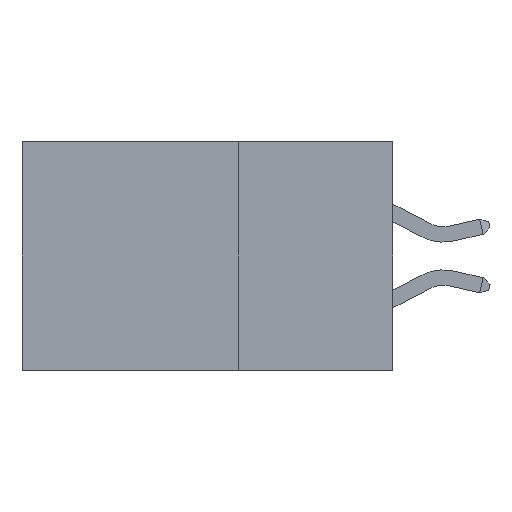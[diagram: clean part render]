
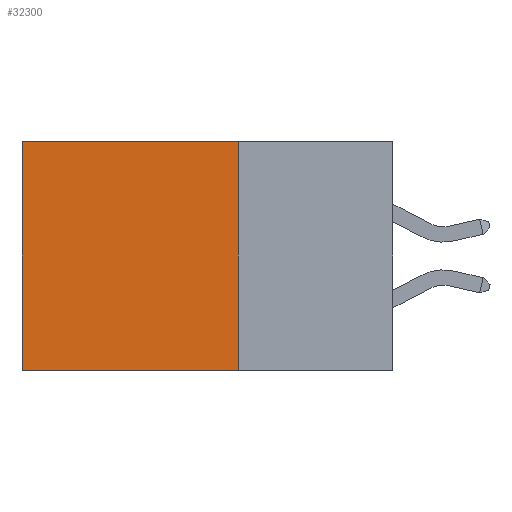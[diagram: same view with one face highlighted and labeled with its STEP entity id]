
A CAD part, left-side view. The second image highlights one B-rep face of the part: STEP entity #32300.
In plain terms, the highlighted planar face has unit normal (-1, 0, 0).
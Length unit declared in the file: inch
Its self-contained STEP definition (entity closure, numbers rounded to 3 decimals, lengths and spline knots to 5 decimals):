
#1120 = EDGE_CURVE ( 'NONE', #18197, #12630, #16599, .T. ) ;
#2158 = CARTESIAN_POINT ( 'NONE',  ( 0.2875, 0.25, -0.37 ) ) ;
#2411 = CARTESIAN_POINT ( 'NONE',  ( 0.2875, 0.25, 0. ) ) ;
#3644 = AXIS2_PLACEMENT_3D ( 'NONE', #3930, #30001, #11321 ) ;
#3930 = CARTESIAN_POINT ( 'NONE',  ( 0.2875, 0.25, 0. ) ) ;
#4430 = DIRECTION ( 'NONE',  ( 0., 1., 0. ) ) ;
#5231 = CARTESIAN_POINT ( 'NONE',  ( 0.2875, 0.6, -0.37 ) ) ;
#5259 = LINE ( 'NONE', #35238, #16008 ) ;
#5309 = CARTESIAN_POINT ( 'NONE',  ( 0.2875, 0.25, 0. ) ) ;
#5364 = ORIENTED_EDGE ( 'NONE', *, *, #1120, .F. ) ;
#5667 = CARTESIAN_POINT ( 'NONE',  ( 0.2875, 0.6, 0. ) ) ;
#5945 = LINE ( 'NONE', #22114, #30565 ) ;
#6471 = EDGE_CURVE ( 'NONE', #12630, #34479, #7600, .T. ) ;
#7514 = FACE_OUTER_BOUND ( 'NONE', #12348, .T. ) ;
#7600 = LINE ( 'NONE', #2158, #14768 ) ;
#9590 = PLANE ( 'NONE',  #3644 ) ;
#11321 = DIRECTION ( 'NONE',  ( 0., 0., -1. ) ) ;
#11557 = DIRECTION ( 'NONE',  ( 0., 0., -1. ) ) ;
#12282 = ORIENTED_EDGE ( 'NONE', *, *, #14510, .T. ) ;
#12348 = EDGE_LOOP ( 'NONE', ( #12282, #18953, #5364, #29728 ) ) ;
#12630 = VERTEX_POINT ( 'NONE', #28644 ) ;
#14510 = EDGE_CURVE ( 'NONE', #25631, #34479, #5259, .T. ) ;
#14757 = EDGE_CURVE ( 'NONE', #18197, #25631, #5945, .T. ) ;
#14768 = VECTOR ( 'NONE', #4430, 39.37008 ) ;
#16008 = VECTOR ( 'NONE', #11557, 39.37008 ) ;
#16599 = LINE ( 'NONE', #5309, #31395 ) ;
#18197 = VERTEX_POINT ( 'NONE', #2411 ) ;
#18953 = ORIENTED_EDGE ( 'NONE', *, *, #6471, .F. ) ;
#22114 = CARTESIAN_POINT ( 'NONE',  ( 0.2875, 0.25, 0. ) ) ;
#22594 = DIRECTION ( 'NONE',  ( 0., 1., 0. ) ) ;
#25631 = VERTEX_POINT ( 'NONE', #5667 ) ;
#27984 = DIRECTION ( 'NONE',  ( 0., 0., -1. ) ) ;
#28644 = CARTESIAN_POINT ( 'NONE',  ( 0.2875, 0.25, -0.37 ) ) ;
#29728 = ORIENTED_EDGE ( 'NONE', *, *, #14757, .T. ) ;
#30001 = DIRECTION ( 'NONE',  ( 1., 0., 0. ) ) ;
#30565 = VECTOR ( 'NONE', #22594, 39.37008 ) ;
#31395 = VECTOR ( 'NONE', #27984, 39.37008 ) ;
#32300 = ADVANCED_FACE ( 'NONE', ( #7514 ), #9590, .F. ) ;
#34479 = VERTEX_POINT ( 'NONE', #5231 ) ;
#35238 = CARTESIAN_POINT ( 'NONE',  ( 0.2875, 0.6, 0. ) ) ;
